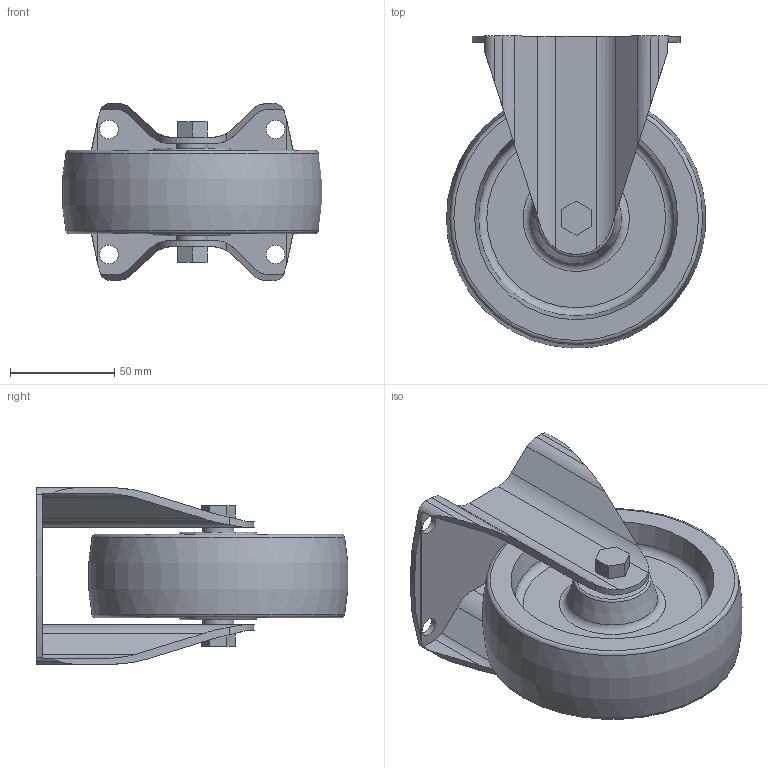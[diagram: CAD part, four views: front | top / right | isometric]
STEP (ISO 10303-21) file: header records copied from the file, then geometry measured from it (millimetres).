
FILE_DESCRIPTION(/* description */ ('STEP AP214'),/* implementation_level */ '2;1');
FILE_NAME(/* name */ 'K1764.1253510',/* time_stamp */ '2025-06-24T14:24:28+02:00',/* author */ ('License CC BY-ND 4.0'),/* organization */ ('CADENAS'),/* preprocessor_version */ 'ST-DEVELOPER v19.3',/* originating_system */ 'PARTsolutions',/* authorisation */ ' ');
FILE_SCHEMA (('AUTOMOTIVE_DESIGN {1 0 10303 214 3 1 1}'));
Length unit declared in the file: millimetre
Products named in the file (1): K1764.1253510
Bounding box: 124.41 x 149.75 x 85 mm (x, y, z)
Volume: 382534.7 mm3; surface area: 88750.2 mm2
Topology: 1 solids, 1 shells, 93 faces, 245 edges, 162 vertices
Faces by surface type: plane 50, cylinder 30, torus 9, cone 4
Full cylindrical faces by diameter (mm): 9 x4, 15 x2
Entity records: 2832 total; most frequent: CARTESIAN_POINT 506, DIRECTION 492, ORIENTED_EDGE 444, EDGE_CURVE 222, AXIS2_PLACEMENT_3D 184, VERTEX_POINT 158, EDGE_LOOP 130, FACE_BOUND 130
